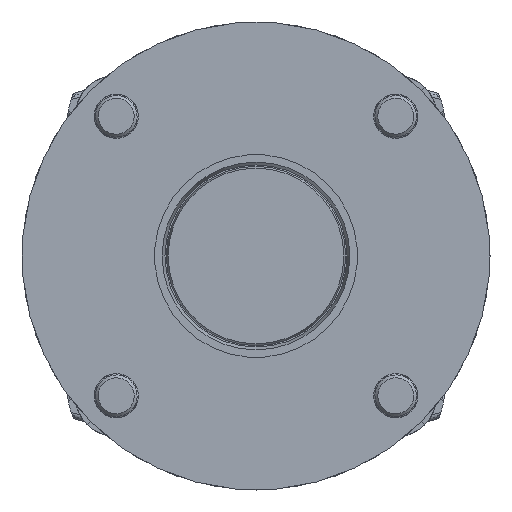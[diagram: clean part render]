
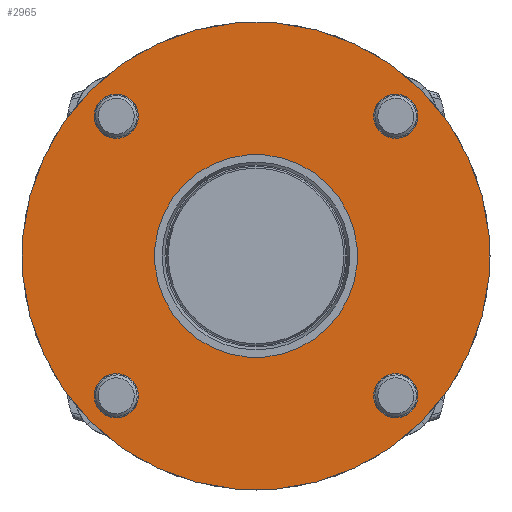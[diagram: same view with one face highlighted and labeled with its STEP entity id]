
A CAD part, front view. The second image highlights one B-rep face of the part: STEP entity #2965.
In plain terms, the highlighted planar face has unit normal (0, -1, 0).
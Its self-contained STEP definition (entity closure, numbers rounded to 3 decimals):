
#560 = EDGE_LOOP ( 'NONE', ( #30462 ) ) ;
#591 = CARTESIAN_POINT ( 'NONE',  ( 0., -3., 0. ) ) ;
#774 = DIRECTION ( 'NONE',  ( -0.707, 0., 0.707 ) ) ;
#1825 = CIRCLE ( 'NONE', #10634, 8.5 ) ;
#2042 = CARTESIAN_POINT ( 'NONE',  ( -53.74, -3., 53.74 ) ) ;
#2965 = ADVANCED_FACE ( 'NONE', ( #30532, #51983, #3252, #23550, #12789, #33127 ), #51823, .F. ) ;
#3174 = CARTESIAN_POINT ( 'NONE',  ( 27.577, -3., -27.577 ) ) ;
#3252 = FACE_BOUND ( 'NONE', #5024, .T. ) ;
#3444 = VERTEX_POINT ( 'NONE', #15289 ) ;
#3456 = VERTEX_POINT ( 'NONE', #43604 ) ;
#3596 = VERTEX_POINT ( 'NONE', #23375 ) ;
#3898 = VERTEX_POINT ( 'NONE', #3174 ) ;
#4724 = DIRECTION ( 'NONE',  ( 0.707, 0., -0.707 ) ) ;
#5024 = EDGE_LOOP ( 'NONE', ( #8938 ) ) ;
#6180 = DIRECTION ( 'NONE',  ( -0.707, 0., 0.707 ) ) ;
#7715 = AXIS2_PLACEMENT_3D ( 'NONE', #35231, #10893, #39243 ) ;
#8245 = CIRCLE ( 'NONE', #7715, 8.5 ) ;
#8938 = ORIENTED_EDGE ( 'NONE', *, *, #24453, .F. ) ;
#9389 = AXIS2_PLACEMENT_3D ( 'NONE', #2042, #30459, #6180 ) ;
#10634 = AXIS2_PLACEMENT_3D ( 'NONE', #49326, #25089, #774 ) ;
#10893 = DIRECTION ( 'NONE',  ( 0., -1., 0. ) ) ;
#11706 = CARTESIAN_POINT ( 'NONE',  ( 0., -3., 0. ) ) ;
#12789 = FACE_OUTER_BOUND ( 'NONE', #560, .T. ) ;
#13128 = EDGE_LOOP ( 'NONE', ( #29154 ) ) ;
#14885 = CARTESIAN_POINT ( 'NONE',  ( 0., -3., 0. ) ) ;
#15289 = CARTESIAN_POINT ( 'NONE',  ( 47.73, -3., -47.73 ) ) ;
#15293 = DIRECTION ( 'NONE',  ( 0.707, 0., -0.707 ) ) ;
#15774 = DIRECTION ( 'NONE',  ( 0.707, 0., -0.707 ) ) ;
#19718 = ORIENTED_EDGE ( 'NONE', *, *, #25123, .F. ) ;
#19992 = DIRECTION ( 'NONE',  ( 0., 1., 0. ) ) ;
#22076 = ORIENTED_EDGE ( 'NONE', *, *, #22747, .F. ) ;
#22179 = ORIENTED_EDGE ( 'NONE', *, *, #26232, .T. ) ;
#22213 = AXIS2_PLACEMENT_3D ( 'NONE', #591, #29007, #4724 ) ;
#22747 = EDGE_CURVE ( 'NONE', #30040, #30040, #31429, .T. ) ;
#22795 = DIRECTION ( 'NONE',  ( 0., -1., 0. ) ) ;
#23196 = CARTESIAN_POINT ( 'NONE',  ( -59.751, -3., 59.751 ) ) ;
#23375 = CARTESIAN_POINT ( 'NONE',  ( 63.64, -3., -63.64 ) ) ;
#23417 = EDGE_LOOP ( 'NONE', ( #22179 ) ) ;
#23550 = FACE_BOUND ( 'NONE', #29289, .T. ) ;
#23702 = EDGE_CURVE ( 'NONE', #38619, #38619, #47346, .T. ) ;
#24453 = EDGE_CURVE ( 'NONE', #3444, #3444, #8245, .T. ) ;
#25089 = DIRECTION ( 'NONE',  ( 0., -1., 0. ) ) ;
#25123 = EDGE_CURVE ( 'NONE', #3456, #3456, #1825, .T. ) ;
#25396 = AXIS2_PLACEMENT_3D ( 'NONE', #14885, #19992, #15293 ) ;
#25911 = EDGE_CURVE ( 'NONE', #3596, #3596, #46781, .T. ) ;
#26232 = EDGE_CURVE ( 'NONE', #3898, #3898, #51352, .T. ) ;
#29007 = DIRECTION ( 'NONE',  ( 0., 1., 0. ) ) ;
#29154 = ORIENTED_EDGE ( 'NONE', *, *, #23702, .F. ) ;
#29289 = EDGE_LOOP ( 'NONE', ( #19718 ) ) ;
#30040 = VERTEX_POINT ( 'NONE', #23196 ) ;
#30459 = DIRECTION ( 'NONE',  ( 0., -1., 0. ) ) ;
#30462 = ORIENTED_EDGE ( 'NONE', *, *, #25911, .F. ) ;
#30532 = FACE_BOUND ( 'NONE', #34109, .T. ) ;
#31405 = CARTESIAN_POINT ( 'NONE',  ( 47.73, -3., 59.751 ) ) ;
#31429 = CIRCLE ( 'NONE', #9389, 8.5 ) ;
#31947 = AXIS2_PLACEMENT_3D ( 'NONE', #11706, #40049, #15774 ) ;
#33127 = FACE_BOUND ( 'NONE', #23417, .T. ) ;
#34109 = EDGE_LOOP ( 'NONE', ( #22076 ) ) ;
#35231 = CARTESIAN_POINT ( 'NONE',  ( 53.74, -3., -53.74 ) ) ;
#38619 = VERTEX_POINT ( 'NONE', #31405 ) ;
#39243 = DIRECTION ( 'NONE',  ( -0.707, 0., 0.707 ) ) ;
#40049 = DIRECTION ( 'NONE',  ( 0., 1., 0. ) ) ;
#43604 = CARTESIAN_POINT ( 'NONE',  ( -59.751, -3., -47.73 ) ) ;
#46697 = AXIS2_PLACEMENT_3D ( 'NONE', #47084, #22795, #51061 ) ;
#46781 = CIRCLE ( 'NONE', #22213, 90. ) ;
#47084 = CARTESIAN_POINT ( 'NONE',  ( 53.74, -3., 53.74 ) ) ;
#47346 = CIRCLE ( 'NONE', #46697, 8.5 ) ;
#49326 = CARTESIAN_POINT ( 'NONE',  ( -53.74, -3., -53.74 ) ) ;
#51061 = DIRECTION ( 'NONE',  ( -0.707, 0., 0.707 ) ) ;
#51352 = CIRCLE ( 'NONE', #31947, 39. ) ;
#51823 = PLANE ( 'NONE',  #25396 ) ;
#51983 = FACE_BOUND ( 'NONE', #13128, .T. ) ;
